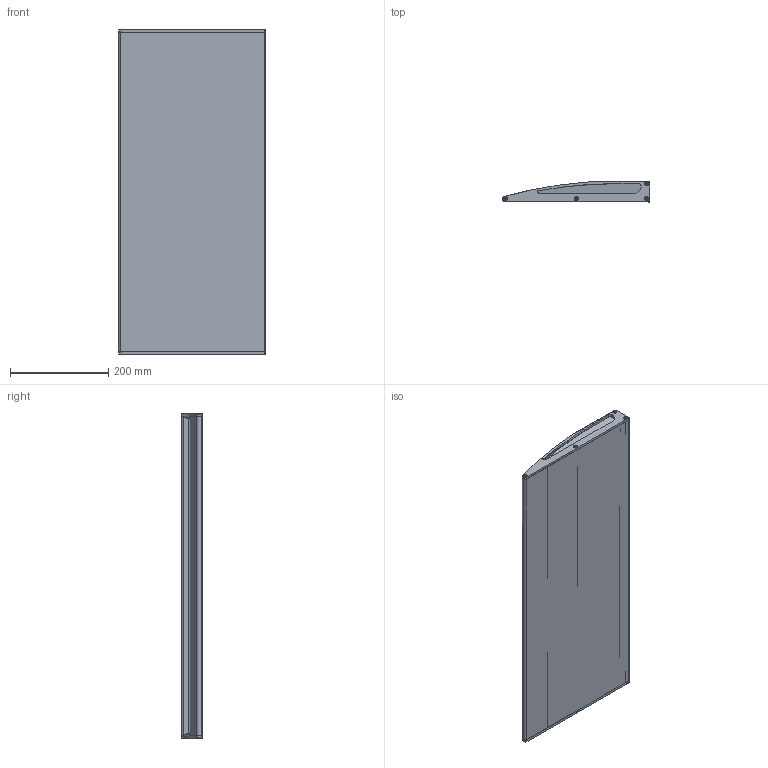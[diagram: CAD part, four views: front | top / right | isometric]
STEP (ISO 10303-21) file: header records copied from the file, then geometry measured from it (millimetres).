
FILE_DESCRIPTION( ( 'STEP AP203' ), '1' );
FILE_NAME( '061KH300N0874.650.stp', '2021-11-17T11:54:51', ( 'License CC BY-ND 4.0' ), ( 'CADENAS' ), ' ', 'PARTsolutions', ' ' );
FILE_SCHEMA( ( 'CONFIG_CONTROL_DESIGN' ) );
Length unit declared in the file: millimetre
Products named in the file (5): 061KH300N0874.650; _061KH300N0874.650-p1; _061KH300N0874.650-p3; _061KH300N0874.650-p4; _061KH300N0874.650-p2
Assembly tree (11 placements, depth 2):
  061KH300N0874.650
    _061KH300N0874.650-p1
    _061KH300N0874.650-p3  x8
    _061KH300N0874.650-p4
    _061KH300N0874.650-p2
Bounding box: 300 x 41.6 x 661.5 mm (x, y, z)
Volume: 1017676.6 mm3; surface area: 1004183.4 mm2
Topology: 11 solids, 11 shells, 677 faces, 1836 edges, 1222 vertices
Faces by surface type: cylinder 329, plane 244, torus 56, cone 28, bspline 20
Full cylindrical faces by diameter (mm): 3.9 x8, 4.2 x4, 7 x8
Entity records: 16793 total; most frequent: CARTESIAN_POINT 3980, ORIENTED_EDGE 2664, DIRECTION 2583, EDGE_CURVE 1332, AXIS2_PLACEMENT_3D 971, VERTEX_POINT 932, LINE 641, VECTOR 641
